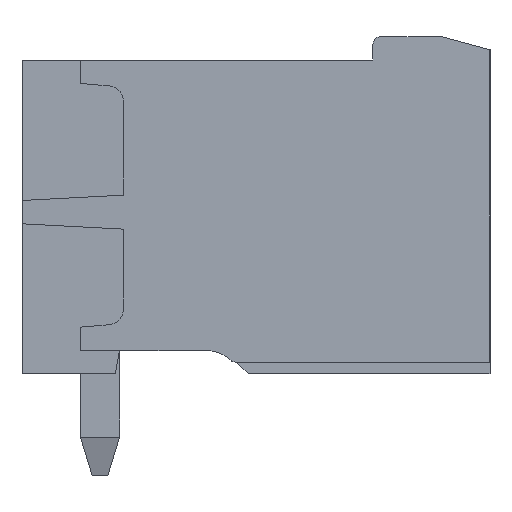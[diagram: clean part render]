
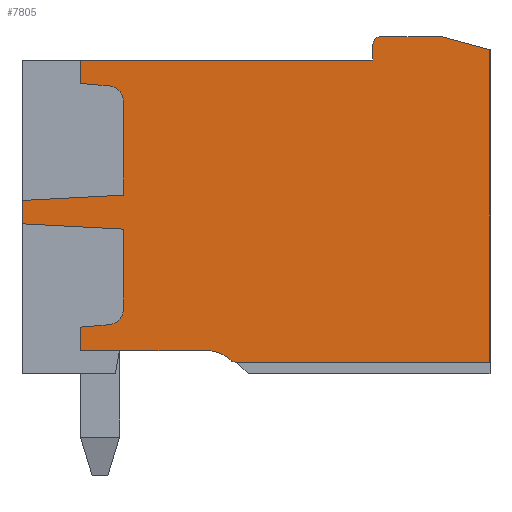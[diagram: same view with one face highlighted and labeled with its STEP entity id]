
A CAD part, left-side view. The second image highlights one B-rep face of the part: STEP entity #7805.
In plain terms, the highlighted planar face has unit normal (-1, 0, 0).
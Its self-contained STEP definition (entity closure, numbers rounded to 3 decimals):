
#455 = VERTEX_POINT('',#456);
#456 = CARTESIAN_POINT('',(-10.925,-10.,8.315));
#462 = EDGE_CURVE('',#463,#455,#465,.T.);
#463 = VERTEX_POINT('',#464);
#464 = CARTESIAN_POINT('',(-10.925,-10.,0.3));
#465 = LINE('',#466,#467);
#466 = CARTESIAN_POINT('',(-10.925,-10.,0.3));
#467 = VECTOR('',#468,1.);
#468 = DIRECTION('',(0.,0.,1.));
#3388 = VERTEX_POINT('',#3389);
#3389 = CARTESIAN_POINT('',(-10.925,-8.75,8.65));
#3395 = EDGE_CURVE('',#455,#3388,#3396,.T.);
#3396 = LINE('',#3397,#3398);
#3397 = CARTESIAN_POINT('',(-10.925,-10.,8.315));
#3398 = VECTOR('',#3399,1.);
#3399 = DIRECTION('',(0.,0.966,0.259)
  );
#3481 = VERTEX_POINT('',#3482);
#3482 = CARTESIAN_POINT('',(-10.925,-7.2,8.65));
#3488 = EDGE_CURVE('',#3388,#3481,#3489,.T.);
#3489 = LINE('',#3490,#3491);
#3490 = CARTESIAN_POINT('',(-10.925,-8.75,8.65));
#3491 = VECTOR('',#3492,1.);
#3492 = DIRECTION('',(0.,1.,0.));
#3646 = VERTEX_POINT('',#3647);
#3647 = CARTESIAN_POINT('',(-10.925,-7.,8.45));
#3653 = EDGE_CURVE('',#3481,#3646,#3654,.T.);
#3654 = CIRCLE('',#3655,0.2);
#3655 = AXIS2_PLACEMENT_3D('',#3656,#3657,#3658);
#3656 = CARTESIAN_POINT('',(-10.925,-7.2,8.45));
#3657 = DIRECTION('',(-1.,0.,0.));
#3658 = DIRECTION('',(0.,0.,1.));
#3688 = VERTEX_POINT('',#3689);
#3689 = CARTESIAN_POINT('',(-10.925,-7.,8.05));
#3695 = EDGE_CURVE('',#3646,#3688,#3696,.T.);
#3696 = LINE('',#3697,#3698);
#3697 = CARTESIAN_POINT('',(-10.925,-7.,8.45));
#3698 = VECTOR('',#3699,1.);
#3699 = DIRECTION('',(0.,0.,-1.));
#3738 = VERTEX_POINT('',#3739);
#3739 = CARTESIAN_POINT('',(-10.925,0.5,8.05));
#3745 = EDGE_CURVE('',#3688,#3738,#3746,.T.);
#3746 = LINE('',#3747,#3748);
#3747 = CARTESIAN_POINT('',(-10.925,-7.,8.05));
#3748 = VECTOR('',#3749,1.);
#3749 = DIRECTION('',(0.,1.,0.));
#3957 = VERTEX_POINT('',#3958);
#3958 = CARTESIAN_POINT('',(-10.925,0.5,7.45));
#3964 = EDGE_CURVE('',#3738,#3957,#3965,.T.);
#3965 = LINE('',#3966,#3967);
#3966 = CARTESIAN_POINT('',(-10.925,0.5,8.05));
#3967 = VECTOR('',#3968,1.);
#3968 = DIRECTION('',(0.,0.,-1.));
#3988 = VERTEX_POINT('',#3989);
#3989 = CARTESIAN_POINT('',(-10.925,0.5,0.6));
#3995 = EDGE_CURVE('',#3996,#3988,#3998,.T.);
#3996 = VERTEX_POINT('',#3997);
#3997 = CARTESIAN_POINT('',(-10.925,0.5,1.2));
#3998 = LINE('',#3999,#4000);
#3999 = CARTESIAN_POINT('',(-10.925,0.5,1.2));
#4000 = VECTOR('',#4001,1.);
#4001 = DIRECTION('',(0.,0.,-1.));
#4494 = EDGE_CURVE('',#3996,#4495,#4497,.T.);
#4495 = VERTEX_POINT('',#4496);
#4496 = CARTESIAN_POINT('',(-10.925,-0.235,1.264));
#4497 = LINE('',#4498,#4499);
#4498 = CARTESIAN_POINT('',(-10.925,0.5,1.2));
#4499 = VECTOR('',#4500,1.);
#4500 = DIRECTION('',(0.,-0.996,
    0.087));
#4783 = VERTEX_POINT('',#4784);
#4784 = CARTESIAN_POINT('',(-10.925,-0.6,1.663));
#4790 = EDGE_CURVE('',#4495,#4783,#4791,.T.);
#4791 = CIRCLE('',#4792,0.4);
#4792 = AXIS2_PLACEMENT_3D('',#4793,#4794,#4795);
#4793 = CARTESIAN_POINT('',(-10.925,-0.2,1.663));
#4794 = DIRECTION('',(-1.,0.,0.));
#4795 = DIRECTION('',(0.,-0.087,
    -0.996));
#5179 = EDGE_CURVE('',#5180,#5182,#5184,.T.);
#5180 = VERTEX_POINT('',#5181);
#5181 = CARTESIAN_POINT('',(-10.925,-0.6,4.586));
#5182 = VERTEX_POINT('',#5183);
#5183 = CARTESIAN_POINT('',(-10.925,-0.6,6.987));
#5184 = LINE('',#5185,#5186);
#5185 = CARTESIAN_POINT('',(-10.925,-0.6,4.586));
#5186 = VECTOR('',#5187,1.);
#5187 = DIRECTION('',(0.,0.,1.));
#5228 = EDGE_CURVE('',#4783,#5229,#5231,.T.);
#5229 = VERTEX_POINT('',#5230);
#5230 = CARTESIAN_POINT('',(-10.925,-0.6,3.714));
#5231 = LINE('',#5232,#5233);
#5232 = CARTESIAN_POINT('',(-10.925,-0.6,1.663));
#5233 = VECTOR('',#5234,1.);
#5234 = DIRECTION('',(0.,0.,1.));
#6393 = VERTEX_POINT('',#6394);
#6394 = CARTESIAN_POINT('',(-10.925,-2.7,0.6));
#6400 = EDGE_CURVE('',#3988,#6393,#6401,.T.);
#6401 = LINE('',#6402,#6403);
#6402 = CARTESIAN_POINT('',(-10.925,0.5,0.6));
#6403 = VECTOR('',#6404,1.);
#6404 = DIRECTION('',(0.,-1.,0.));
#7343 = VERTEX_POINT('',#7344);
#7344 = CARTESIAN_POINT('',(-10.925,2.,3.85));
#7352 = EDGE_CURVE('',#7343,#7353,#7355,.T.);
#7353 = VERTEX_POINT('',#7354);
#7354 = CARTESIAN_POINT('',(-10.925,2.,4.45));
#7355 = LINE('',#7356,#7357);
#7356 = CARTESIAN_POINT('',(-10.925,2.,3.85));
#7357 = VECTOR('',#7358,1.);
#7358 = DIRECTION('',(0.,0.,1.));
#7466 = VERTEX_POINT('',#7467);
#7467 = CARTESIAN_POINT('',(-10.925,-0.235,7.386));
#7475 = EDGE_CURVE('',#7466,#3957,#7476,.T.);
#7476 = LINE('',#7477,#7478);
#7477 = CARTESIAN_POINT('',(-10.925,-0.235,7.386));
#7478 = VECTOR('',#7479,1.);
#7479 = DIRECTION('',(0.,0.996,
    0.087));
#7626 = EDGE_CURVE('',#5182,#7466,#7627,.T.);
#7627 = CIRCLE('',#7628,0.4);
#7628 = AXIS2_PLACEMENT_3D('',#7629,#7630,#7631);
#7629 = CARTESIAN_POINT('',(-10.925,-0.2,6.987));
#7630 = DIRECTION('',(-1.,0.,0.));
#7631 = DIRECTION('',(0.,-1.,0.));
#7794 = EDGE_CURVE('',#7353,#5180,#7795,.T.);
#7795 = LINE('',#7796,#7797);
#7796 = CARTESIAN_POINT('',(-10.925,2.,4.45));
#7797 = VECTOR('',#7798,1.);
#7798 = DIRECTION('',(0.,-0.999,
    0.052));
#7805 = ADVANCED_FACE('',(#7806),#7855,.T.);
#7806 = FACE_BOUND('',#7807,.T.);
#7807 = EDGE_LOOP('',(#7808,#7809,#7810,#7811,#7812,#7813,#7814,#7815,
    #7816,#7817,#7818,#7819,#7825,#7826,#7827,#7828,#7829,#7830,#7839,
    #7848,#7854));
#7808 = ORIENTED_EDGE('',*,*,#3395,.T.);
#7809 = ORIENTED_EDGE('',*,*,#3488,.T.);
#7810 = ORIENTED_EDGE('',*,*,#3653,.T.);
#7811 = ORIENTED_EDGE('',*,*,#3695,.T.);
#7812 = ORIENTED_EDGE('',*,*,#3745,.T.);
#7813 = ORIENTED_EDGE('',*,*,#3964,.T.);
#7814 = ORIENTED_EDGE('',*,*,#7475,.F.);
#7815 = ORIENTED_EDGE('',*,*,#7626,.F.);
#7816 = ORIENTED_EDGE('',*,*,#5179,.F.);
#7817 = ORIENTED_EDGE('',*,*,#7794,.F.);
#7818 = ORIENTED_EDGE('',*,*,#7352,.F.);
#7819 = ORIENTED_EDGE('',*,*,#7820,.F.);
#7820 = EDGE_CURVE('',#5229,#7343,#7821,.T.);
#7821 = LINE('',#7822,#7823);
#7822 = CARTESIAN_POINT('',(-10.925,-0.6,3.714));
#7823 = VECTOR('',#7824,1.);
#7824 = DIRECTION('',(0.,0.999,
    0.052));
#7825 = ORIENTED_EDGE('',*,*,#5228,.F.);
#7826 = ORIENTED_EDGE('',*,*,#4790,.F.);
#7827 = ORIENTED_EDGE('',*,*,#4494,.F.);
#7828 = ORIENTED_EDGE('',*,*,#3995,.T.);
#7829 = ORIENTED_EDGE('',*,*,#6400,.T.);
#7830 = ORIENTED_EDGE('',*,*,#7831,.T.);
#7831 = EDGE_CURVE('',#6393,#7832,#7834,.T.);
#7832 = VERTEX_POINT('',#7833);
#7833 = CARTESIAN_POINT('',(-10.925,-3.361,0.35));
#7834 = CIRCLE('',#7835,1.);
#7835 = AXIS2_PLACEMENT_3D('',#7836,#7837,#7838);
#7836 = CARTESIAN_POINT('',(-10.925,-2.7,-0.4));
#7837 = DIRECTION('',(1.,0.,0.));
#7838 = DIRECTION('',(0.,0.,1.));
#7839 = ORIENTED_EDGE('',*,*,#7840,.T.);
#7840 = EDGE_CURVE('',#7832,#7841,#7843,.T.);
#7841 = VERTEX_POINT('',#7842);
#7842 = CARTESIAN_POINT('',(-10.925,-3.494,0.3));
#7843 = CIRCLE('',#7844,0.2);
#7844 = AXIS2_PLACEMENT_3D('',#7845,#7846,#7847);
#7845 = CARTESIAN_POINT('',(-10.925,-3.494,0.5));
#7846 = DIRECTION('',(-1.,0.,0.));
#7847 = DIRECTION('',(0.,0.661,-0.75));
#7848 = ORIENTED_EDGE('',*,*,#7849,.T.);
#7849 = EDGE_CURVE('',#7841,#463,#7850,.T.);
#7850 = LINE('',#7851,#7852);
#7851 = CARTESIAN_POINT('',(-10.925,-3.494,0.3));
#7852 = VECTOR('',#7853,1.);
#7853 = DIRECTION('',(0.,-1.,0.));
#7854 = ORIENTED_EDGE('',*,*,#462,.T.);
#7855 = PLANE('',#7856);
#7856 = AXIS2_PLACEMENT_3D('',#7857,#7858,#7859);
#7857 = CARTESIAN_POINT('',(-10.925,2.,4.15));
#7858 = DIRECTION('',(-1.,0.,0.));
#7859 = DIRECTION('',(0.,0.,-1.));
